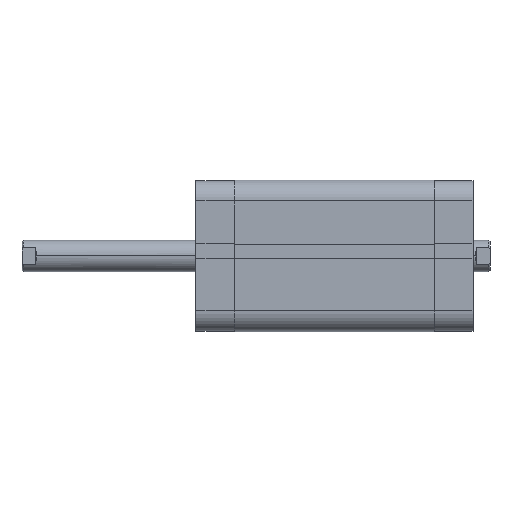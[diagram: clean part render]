
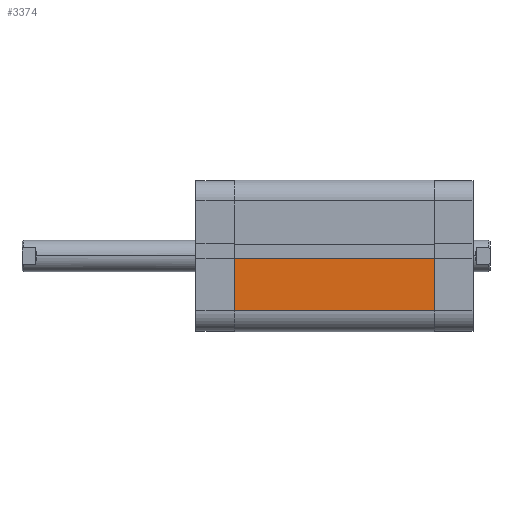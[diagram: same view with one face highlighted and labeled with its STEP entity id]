
A CAD part, top view. The second image highlights one B-rep face of the part: STEP entity #3374.
In plain terms, the highlighted face is planar.
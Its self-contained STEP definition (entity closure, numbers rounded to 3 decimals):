
#417 = EDGE_CURVE ( 'NONE', #938, #940, #6776, .T. ) ;
#418 = EDGE_CURVE ( 'NONE', #937, #938, #6778, .T. ) ;
#421 = EDGE_CURVE ( 'NONE', #939, #940, #6784, .T. ) ;
#425 = EDGE_CURVE ( 'NONE', #937, #939, #3390, .T. ) ;
#937 = VERTEX_POINT ( 'NONE', #2186 ) ;
#938 = VERTEX_POINT ( 'NONE', #2187 ) ;
#939 = VERTEX_POINT ( 'NONE', #2188 ) ;
#940 = VERTEX_POINT ( 'NONE', #2189 ) ;
#1576 = CARTESIAN_POINT ( 'NONE',  ( 29., -63.941, 0. ) ) ;
#1577 = DIRECTION ( 'NONE',  ( 0., -1., 0. ) ) ;
#1578 = CARTESIAN_POINT ( 'NONE',  ( 29., 21., 76.5 ) ) ;
#1579 = DIRECTION ( 'NONE',  ( 0., 0., -1. ) ) ;
#1584 = CARTESIAN_POINT ( 'NONE',  ( 29., -63.941, 76.5 ) ) ;
#1585 = CARTESIAN_POINT ( 'NONE',  ( 29., 0.85, 76.5 ) ) ;
#1586 = DIRECTION ( 'NONE',  ( 0., 0., -1. ) ) ;
#1595 = DIRECTION ( 'NONE',  ( 0., -1., 0. ) ) ;
#2186 = CARTESIAN_POINT ( 'NONE',  ( 29., 21., 76.5 ) ) ;
#2187 = CARTESIAN_POINT ( 'NONE',  ( 29., 21., 0. ) ) ;
#2188 = CARTESIAN_POINT ( 'NONE',  ( 29., 0.85, 76.5 ) ) ;
#2189 = CARTESIAN_POINT ( 'NONE',  ( 29., 0.85, 0. ) ) ;
#2243 = ORIENTED_EDGE ( 'NONE', *, *, #417, .F. ) ;
#2252 = ORIENTED_EDGE ( 'NONE', *, *, #421, .T. ) ;
#2262 = ORIENTED_EDGE ( 'NONE', *, *, #418, .F. ) ;
#2267 = EDGE_LOOP ( 'NONE', ( #2243, #2262, #2288, #2252 ) ) ;
#2288 = ORIENTED_EDGE ( 'NONE', *, *, #425, .T. ) ;
#3130 = AXIS2_PLACEMENT_3D ( 'NONE', #5405, #5409, #5410 ) ;
#3374 = ADVANCED_FACE ( 'NONE', ( #4225 ), #5402, .T. ) ;
#3390 = LINE ( 'NONE', #1584, #3394 ) ;
#3394 = VECTOR ( 'NONE', #1595, 1000. ) ;
#4225 = FACE_OUTER_BOUND ( 'NONE', #2267, .T. ) ;
#5402 = PLANE ( 'NONE',  #3130 ) ;
#5405 = CARTESIAN_POINT ( 'NONE',  ( 29., -63.941, 76.5 ) ) ;
#5409 = DIRECTION ( 'NONE',  ( 1., 0., 0. ) ) ;
#5410 = DIRECTION ( 'NONE',  ( 0., 1., 0. ) ) ;
#6776 = LINE ( 'NONE', #1576, #6777 ) ;
#6777 = VECTOR ( 'NONE', #1577, 1000. ) ;
#6778 = LINE ( 'NONE', #1578, #6779 ) ;
#6779 = VECTOR ( 'NONE', #1579, 1000. ) ;
#6784 = LINE ( 'NONE', #1585, #6785 ) ;
#6785 = VECTOR ( 'NONE', #1586, 1000. ) ;
